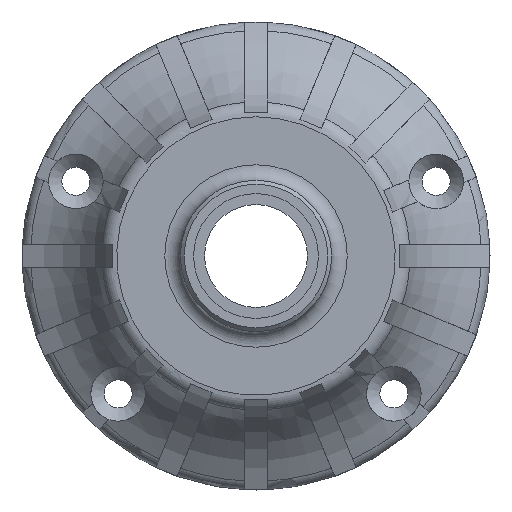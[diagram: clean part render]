
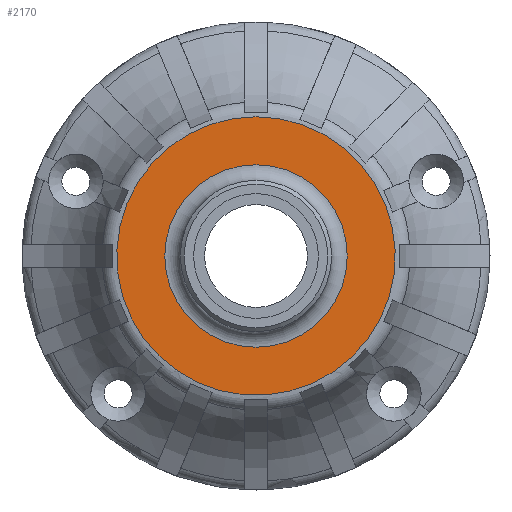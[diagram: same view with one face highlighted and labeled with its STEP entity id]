
A CAD part, front view. The second image highlights one B-rep face of the part: STEP entity #2170.
In plain terms, the highlighted planar face has unit normal (0, -1, 0).
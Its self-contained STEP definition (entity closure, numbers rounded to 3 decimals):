
#62=PLANE('',#2350);
#139=CIRCLE('',#2351,5.85);
#140=CIRCLE('',#2352,8.926);
#451=ORIENTED_EDGE('',*,*,#1109,.T.);
#452=ORIENTED_EDGE('',*,*,#1110,.T.);
#1109=EDGE_CURVE('',#1431,#1431,#139,.T.);
#1110=EDGE_CURVE('',#1432,#1432,#140,.F.);
#1431=VERTEX_POINT('',#3439);
#1432=VERTEX_POINT('',#3441);
#1783=EDGE_LOOP('',(#451));
#1784=EDGE_LOOP('',(#452));
#1956=FACE_BOUND('',#1783,.T.);
#1957=FACE_BOUND('',#1784,.T.);
#2170=ADVANCED_FACE('',(#1956,#1957),#62,.F.);
#2350=AXIS2_PLACEMENT_3D('',#3437,#2697,#2698);
#2351=AXIS2_PLACEMENT_3D('',#3438,#2699,#2700);
#2352=AXIS2_PLACEMENT_3D('',#3440,#2701,#2702);
#2697=DIRECTION('',(0.,1.,0.));
#2698=DIRECTION('',(0.,0.,1.));
#2699=DIRECTION('',(0.,1.,0.));
#2700=DIRECTION('',(0.,0.,1.));
#2701=DIRECTION('',(0.,1.,0.));
#2702=DIRECTION('',(0.,0.,1.));
#3437=CARTESIAN_POINT('',(0.,-31.5,0.));
#3438=CARTESIAN_POINT('',(0.,-31.5,0.));
#3439=CARTESIAN_POINT('',(0.,-31.5,5.85));
#3440=CARTESIAN_POINT('',(0.,-31.5,0.));
#3441=CARTESIAN_POINT('',(0.,-31.5,8.926));
